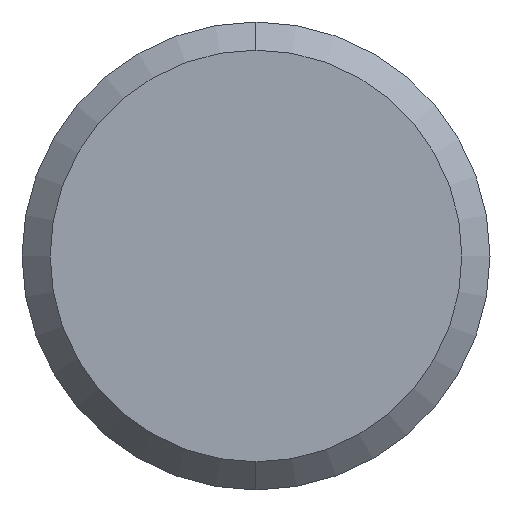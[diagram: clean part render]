
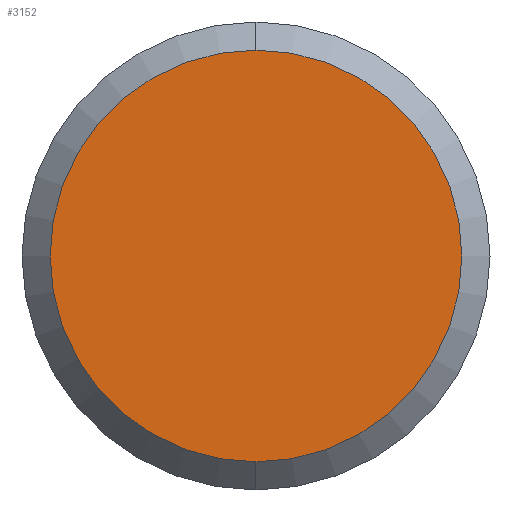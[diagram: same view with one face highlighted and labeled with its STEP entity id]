
A CAD part, left-side view. The second image highlights one B-rep face of the part: STEP entity #3152.
In plain terms, the highlighted planar face has unit normal (-1, 0, 0).
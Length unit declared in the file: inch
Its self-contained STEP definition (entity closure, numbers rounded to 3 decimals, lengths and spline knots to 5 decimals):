
#9 = CARTESIAN_POINT ( 'NONE',  ( 0., 0., 0. ) ) ;
#138 = ORIENTED_EDGE ( 'NONE', *, *, #1282, .T. ) ;
#370 = AXIS2_PLACEMENT_3D ( 'NONE', #9, #1326, #760 ) ;
#452 = EDGE_CURVE ( 'NONE', #912, #2445, #622, .T. ) ;
#571 = CARTESIAN_POINT ( 'NONE',  ( 0., 0., -0.10985 ) ) ;
#622 = CIRCLE ( 'NONE', #2822, 0.10985 ) ;
#636 = CARTESIAN_POINT ( 'NONE',  ( 0., 0., 0.10985 ) ) ;
#760 = DIRECTION ( 'NONE',  ( 0., 0., -1. ) ) ;
#902 = EDGE_LOOP ( 'NONE', ( #2048, #138 ) ) ;
#912 = VERTEX_POINT ( 'NONE', #571 ) ;
#1014 = DIRECTION ( 'NONE',  ( -1., 0., 0. ) ) ;
#1282 = EDGE_CURVE ( 'NONE', #2445, #912, #1909, .T. ) ;
#1291 = PLANE ( 'NONE',  #370 ) ;
#1326 = DIRECTION ( 'NONE',  ( 1., 0., 0. ) ) ;
#1828 = FACE_OUTER_BOUND ( 'NONE', #902, .T. ) ;
#1909 = CIRCLE ( 'NONE', #2847, 0.10985 ) ;
#1940 = CARTESIAN_POINT ( 'NONE',  ( 0., 0., 0. ) ) ;
#2028 = DIRECTION ( 'NONE',  ( 0., 0., -1. ) ) ;
#2048 = ORIENTED_EDGE ( 'NONE', *, *, #452, .T. ) ;
#2445 = VERTEX_POINT ( 'NONE', #636 ) ;
#2580 = CARTESIAN_POINT ( 'NONE',  ( 0., 0., 0. ) ) ;
#2822 = AXIS2_PLACEMENT_3D ( 'NONE', #2580, #1014, #2028 ) ;
#2847 = AXIS2_PLACEMENT_3D ( 'NONE', #1940, #2998, #3201 ) ;
#2998 = DIRECTION ( 'NONE',  ( -1., 0., 0. ) ) ;
#3152 = ADVANCED_FACE ( 'NONE', ( #1828 ), #1291, .F. ) ;
#3201 = DIRECTION ( 'NONE',  ( 0., 0., -1. ) ) ;
